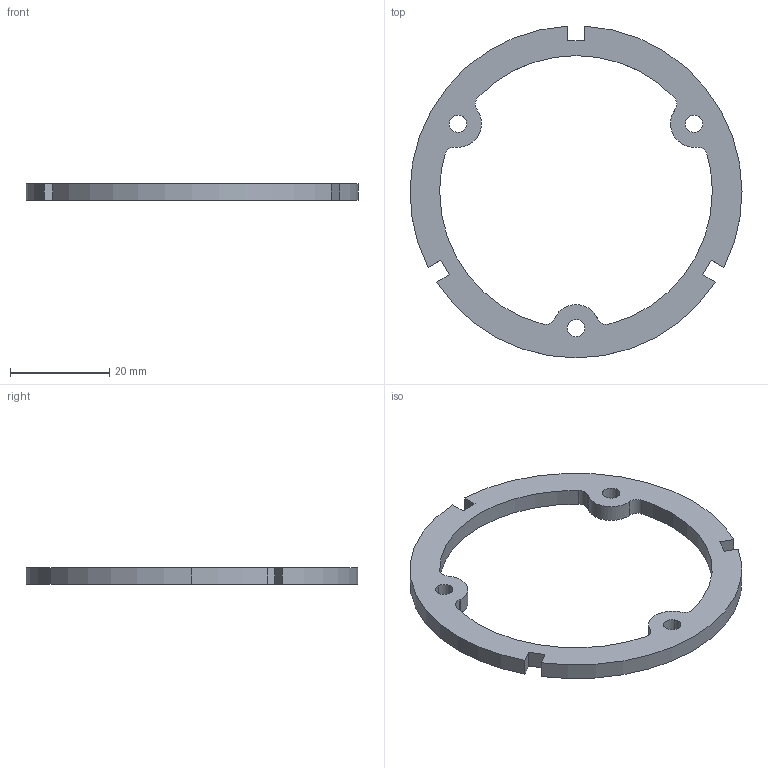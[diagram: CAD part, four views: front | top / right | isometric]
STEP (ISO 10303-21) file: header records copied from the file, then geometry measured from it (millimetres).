
FILE_DESCRIPTION(('CATIA V5 STEP Exchange'),'2;1');
FILE_NAME('Bugspant.stp','2017-12-01T21:42:06+00:00',('none'),('none'),'CATIA Version 5 Release 17 (IN-10)','CATIA V5 STEP AP203','none');
FILE_SCHEMA(('CONFIG_CONTROL_DESIGN'));
Length unit declared in the file: millimetre
Products named in the file (1): Bugspant
Bounding box: 67 x 66.96 x 3.4 mm (x, y, z)
Volume: 4069.7 mm3; surface area: 3901 mm2
Topology: 1 solids, 1 shells, 39 faces, 111 edges, 74 vertices
Faces by surface type: cylinder 28, plane 11
Entity records: 1233 total; most frequent: ORIENTED_EDGE 222, CARTESIAN_POINT 211, DIRECTION 161, EDGE_CURVE 111, AXIS2_PLACEMENT_3D 82, VERTEX_POINT 74, CIRCLE 56, VECTOR 55
